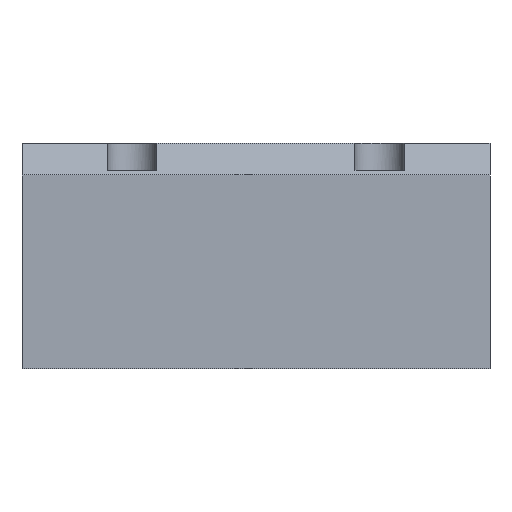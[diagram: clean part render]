
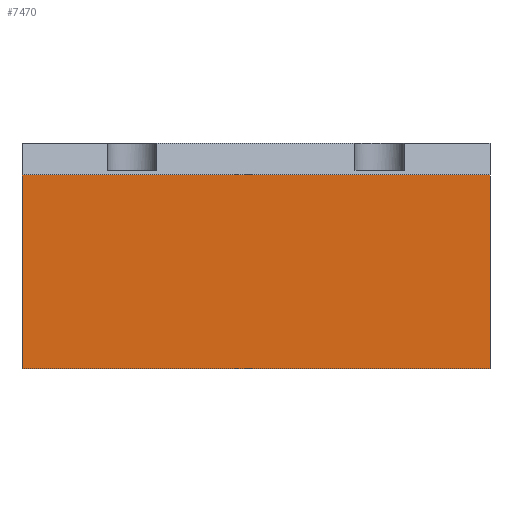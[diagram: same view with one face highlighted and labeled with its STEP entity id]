
A CAD part, front view. The second image highlights one B-rep face of the part: STEP entity #7470.
In plain terms, the highlighted free-form (B-spline) face has degree [1, 1] with [2, 2] control points.
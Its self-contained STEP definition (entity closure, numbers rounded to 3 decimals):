
#7120 = CARTESIAN_POINT ('', (0., 0., 43.));
#7130 = VERTEX_POINT ('', #7120);
#7140 = CARTESIAN_POINT ('', (0., 0., 0.));
#7150 = VERTEX_POINT ('', #7140);
#7160 = CARTESIAN_POINT ('', (0., 0., 43.));
#7170 = CARTESIAN_POINT ('', (0., 0., 0.));
#7180 = B_SPLINE_CURVE_WITH_KNOTS ('', 1, (#7160, #7170), .UNSPECIFIED., .F., .U., (2, 2), (0., 1.), .UNSPECIFIED.);
#7190 = EDGE_CURVE ('', #7130, #7150, #7180, .T.);
#7200 = ORIENTED_EDGE ('', *, *, #7190, .T.);
#7210 = CARTESIAN_POINT ('', (104., 0., 0.));
#7220 = VERTEX_POINT ('', #7210);
#7230 = CARTESIAN_POINT ('', (0., 0., 0.));
#7240 = CARTESIAN_POINT ('', (104., 0., 0.));
#7250 = B_SPLINE_CURVE_WITH_KNOTS ('', 1, (#7230, #7240), .UNSPECIFIED., .F., .U., (2, 2), (0., 1.), .UNSPECIFIED.);
#7260 = EDGE_CURVE ('', #7150, #7220, #7250, .T.);
#7270 = ORIENTED_EDGE ('', *, *, #7260, .T.);
#7280 = CARTESIAN_POINT ('', (104., 0., 43.));
#7290 = VERTEX_POINT ('', #7280);
#7300 = CARTESIAN_POINT ('', (104., 0., 0.));
#7310 = CARTESIAN_POINT ('', (104., 0., 43.));
#7320 = B_SPLINE_CURVE_WITH_KNOTS ('', 1, (#7300, #7310), .UNSPECIFIED., .F., .U., (2, 2), (0., 1.), .UNSPECIFIED.);
#7330 = EDGE_CURVE ('', #7220, #7290, #7320, .T.);
#7340 = ORIENTED_EDGE ('', *, *, #7330, .T.);
#7350 = CARTESIAN_POINT ('', (104., 0., 43.));
#7360 = CARTESIAN_POINT ('', (0., 0., 43.));
#7370 = B_SPLINE_CURVE_WITH_KNOTS ('', 1, (#7350, #7360), .UNSPECIFIED., .F., .U., (2, 2), (0., 1.), .UNSPECIFIED.);
#7380 = EDGE_CURVE ('', #7290, #7130, #7370, .T.);
#7390 = ORIENTED_EDGE ('', *, *, #7380, .T.);
#7400 = EDGE_LOOP ('', (#7200, #7270, #7340, #7390));
#7410 = FACE_OUTER_BOUND ('', #7400, .T.);
#7420 = CARTESIAN_POINT ('', (0., 0., 43.));
#7430 = CARTESIAN_POINT ('', (104., 0., 43.));
#7440 = CARTESIAN_POINT ('', (0., 0., 0.));
#7450 = CARTESIAN_POINT ('', (104., 0., 0.));
#7460 = B_SPLINE_SURFACE_WITH_KNOTS ('', 1, 1, ((#7420, #7430), (#7440, #7450)), .UNSPECIFIED., .F., .F., .U., (2, 2), (2, 2), (0., 1.), (0., 1.), .UNSPECIFIED.);
#7470 = ADVANCED_FACE ('', (#7410), #7460, .T.);
